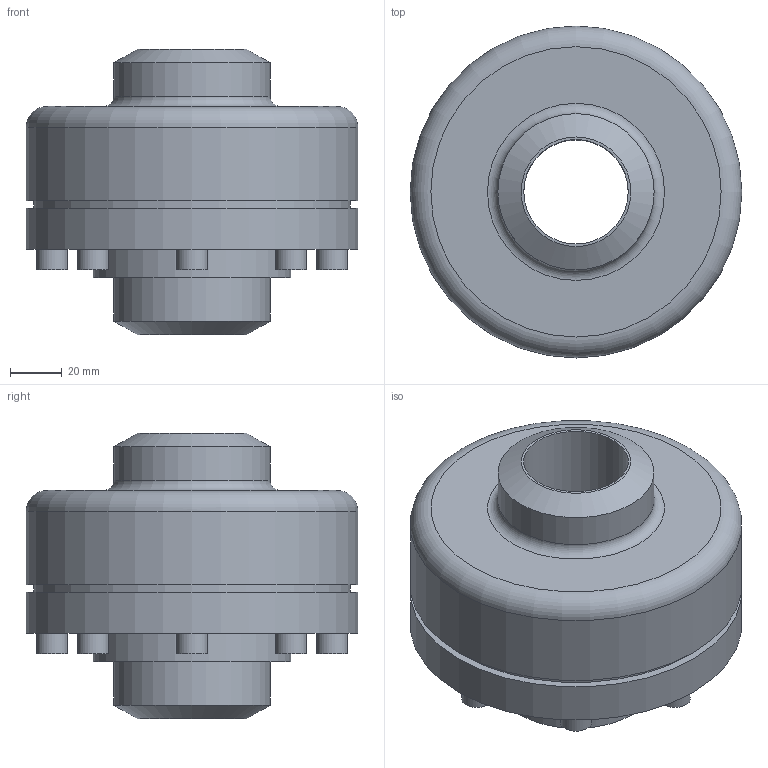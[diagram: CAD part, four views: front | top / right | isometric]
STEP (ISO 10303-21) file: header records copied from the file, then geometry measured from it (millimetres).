
FILE_DESCRIPTION(/* description */ ('STEP AP203'),/* implementation_level */ '2;1');
FILE_NAME(/* name */ 'Swivel Joint DGA 40 60.3x10',/* time_stamp */ '2023-05-16T08:14:17+02:00',/* author */ ('License CC BY-ND 4.0'),/* organization */ ('CADENAS'),/* preprocessor_version */ 'ST-DEVELOPER v19.3',/* originating_system */ 'PARTsolutions',/* authorisation */ ' ');
FILE_SCHEMA (('CONFIG_CONTROL_DESIGN'));
Length unit declared in the file: millimetre
Products named in the file (1): Rohrdrehgelenk DGA 40 60.3x10
Bounding box: 128 x 128 x 110 mm (x, y, z)
Volume: 732408.7 mm3; surface area: 72995.7 mm2
Topology: 1 solids, 1 shells, 90 faces, 198 edges, 131 vertices
Faces by surface type: plane 71, cylinder 15, cone 2, torus 2
Full cylindrical faces by diameter (mm): 12 x8, 40.3 x1, 60.3 x2, 76.3 x1, 122 x1, 128 x2
Entity records: 2382 total; most frequent: CARTESIAN_POINT 399, DIRECTION 394, ORIENTED_EDGE 356, EDGE_CURVE 178, LINE 144, VECTOR 144, EDGE_LOOP 132, FACE_BOUND 132
